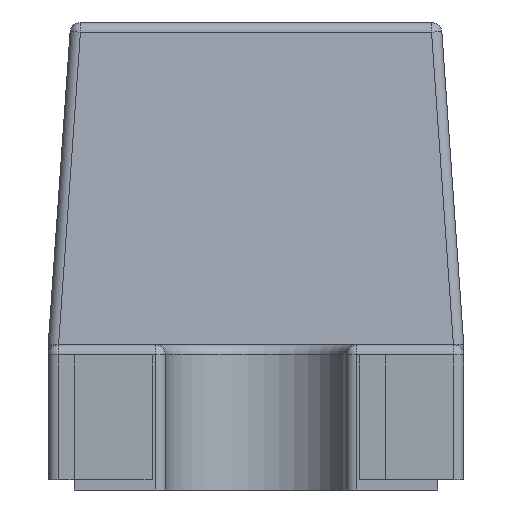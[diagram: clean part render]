
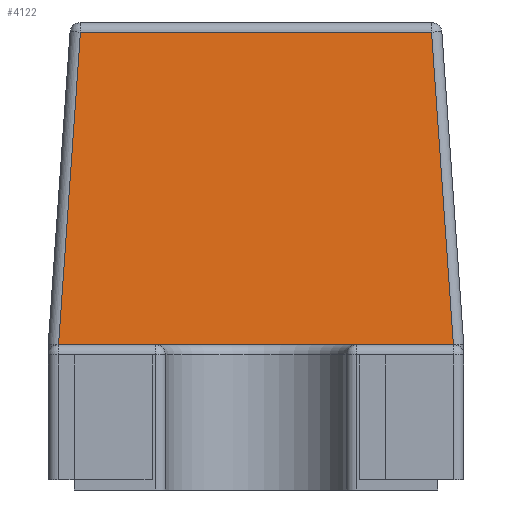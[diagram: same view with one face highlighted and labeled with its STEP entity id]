
A CAD part, left-side view. The second image highlights one B-rep face of the part: STEP entity #4122.
In plain terms, the highlighted planar face has unit normal (-0.998, 0, 0.07).
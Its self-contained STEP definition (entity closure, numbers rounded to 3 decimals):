
#177=PLANE('',#4407);
#364=FACE_OUTER_BOUND('',#608,.T.);
#608=EDGE_LOOP('',(#2981,#2982,#2983,#2984));
#839=LINE('',#5884,#1309);
#858=LINE('',#5966,#1328);
#864=LINE('',#5992,#1334);
#869=LINE('',#6003,#1339);
#1309=VECTOR('',#4743,0.76);
#1328=VECTOR('',#4798,0.676);
#1334=VECTOR('',#4834,0.604);
#1339=VECTOR('',#4851,0.604);
#1867=VERTEX_POINT('',#5882);
#1868=VERTEX_POINT('',#5883);
#1887=VERTEX_POINT('',#5960);
#1889=VERTEX_POINT('',#5964);
#2263=EDGE_CURVE('',#1867,#1868,#839,.T.);
#2294=EDGE_CURVE('',#1889,#1887,#858,.T.);
#2308=EDGE_CURVE('',#1867,#1889,#864,.T.);
#2313=EDGE_CURVE('',#1887,#1868,#869,.T.);
#2981=ORIENTED_EDGE('',*,*,#2294,.F.);
#2982=ORIENTED_EDGE('',*,*,#2308,.F.);
#2983=ORIENTED_EDGE('',*,*,#2263,.T.);
#2984=ORIENTED_EDGE('',*,*,#2313,.F.);
#4122=ADVANCED_FACE('',(#364),#177,.T.);
#4407=AXIS2_PLACEMENT_3D('',#6002,#4849,#4850);
#4743=DIRECTION('',(0.,-1.,0.));
#4798=DIRECTION('',(0.,-1.,0.));
#4834=DIRECTION('',(0.07,-0.07,0.995));
#4849=DIRECTION('center_axis',(-0.998,0.,0.07));
#4850=DIRECTION('ref_axis',(0.07,0.,0.998));
#4851=DIRECTION('',(-0.07,-0.07,-0.995));
#5882=CARTESIAN_POINT('',(-0.55,0.38,0.28));
#5883=CARTESIAN_POINT('',(-0.55,-0.38,0.28));
#5884=CARTESIAN_POINT('',(-0.55,-0.348,0.28));
#5960=CARTESIAN_POINT('',(-0.508,-0.338,0.881));
#5964=CARTESIAN_POINT('',(-0.508,0.338,0.881));
#5966=CARTESIAN_POINT('',(-0.508,-0.174,0.881));
#5992=CARTESIAN_POINT('',(-0.524,0.354,0.646));
#6002=CARTESIAN_POINT('Origin',(-0.528,-0.348,0.59));
#6003=CARTESIAN_POINT('',(-0.528,-0.358,0.594));
